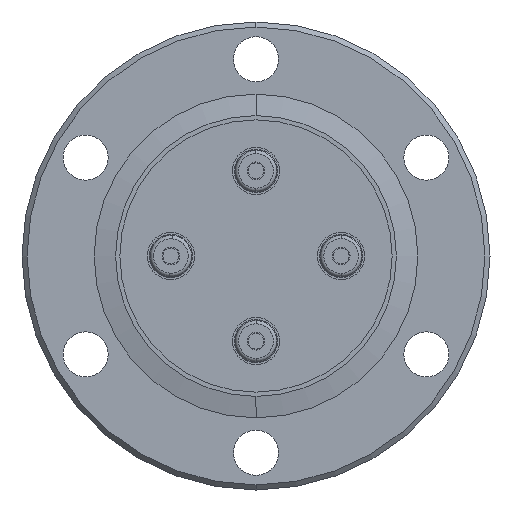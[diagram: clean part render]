
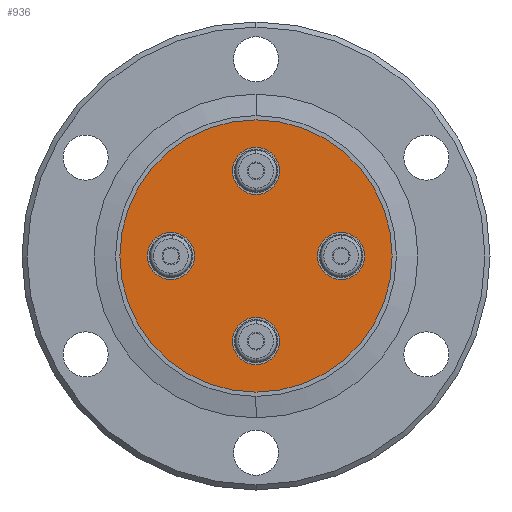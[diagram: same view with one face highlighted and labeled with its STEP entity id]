
A CAD part, front view. The second image highlights one B-rep face of the part: STEP entity #936.
In plain terms, the highlighted planar face has unit normal (0, -1, 0).
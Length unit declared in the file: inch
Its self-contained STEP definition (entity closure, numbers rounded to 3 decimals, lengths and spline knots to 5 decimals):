
#216 = FACE_BOUND ( 'NONE', #5756, .T. ) ;
#217 = FACE_OUTER_BOUND ( 'NONE', #5751, .T. ) ;
#220 = FACE_BOUND ( 'NONE', #5779, .T. ) ;
#245 = EDGE_CURVE ( 'NONE', #2439, #2747, #402, .T. ) ;
#246 = EDGE_CURVE ( 'NONE', #6270, #6281, #399, .T. ) ;
#248 = EDGE_CURVE ( 'NONE', #2735, #6311, #396, .T. ) ;
#396 = CIRCLE ( 'NONE', #7119, 0.1385 ) ;
#399 = CIRCLE ( 'NONE', #7122, 0.1385 ) ;
#402 = CIRCLE ( 'NONE', #7120, 0.1385 ) ;
#606 = AXIS2_PLACEMENT_3D ( 'NONE', #6507, #6508, #6509 ) ;
#626 = AXIS2_PLACEMENT_3D ( 'NONE', #6577, #6578, #6579 ) ;
#632 = AXIS2_PLACEMENT_3D ( 'NONE', #6594, #6595, #6596 ) ;
#634 = AXIS2_PLACEMENT_3D ( 'NONE', #6600, #6601, #6602 ) ;
#639 = AXIS2_PLACEMENT_3D ( 'NONE', #6612, #6613, #6614 ) ;
#657 = AXIS2_PLACEMENT_3D ( 'NONE', #6648, #6649, #6650 ) ;
#663 = AXIS2_PLACEMENT_3D ( 'NONE', #6660, #6661, #6662 ) ;
#668 = VERTEX_POINT ( 'NONE', #7283 ) ;
#674 = VERTEX_POINT ( 'NONE', #7296 ) ;
#936 = ADVANCED_FACE ( 'NONE', ( #220, #3659, #216, #217, #3660 ), #7224, .T. ) ;
#2439 = VERTEX_POINT ( 'NONE', #5595 ) ;
#2735 = VERTEX_POINT ( 'NONE', #3555 ) ;
#2747 = VERTEX_POINT ( 'NONE', #3567 ) ;
#3063 = EDGE_CURVE ( 'NONE', #668, #674, #4630, .T. ) ;
#3090 = EDGE_CURVE ( 'NONE', #6281, #6270, #4666, .T. ) ;
#3096 = EDGE_CURVE ( 'NONE', #6425, #6421, #4669, .T. ) ;
#3098 = EDGE_CURVE ( 'NONE', #6311, #2735, #4675, .T. ) ;
#3102 = EDGE_CURVE ( 'NONE', #674, #668, #4679, .T. ) ;
#3114 = EDGE_CURVE ( 'NONE', #2747, #2439, #4691, .T. ) ;
#3118 = EDGE_CURVE ( 'NONE', #6421, #6425, #4695, .T. ) ;
#3555 = CARTESIAN_POINT ( 'NONE',  ( 0.5, 1.01312, -0.1385 ) ) ;
#3567 = CARTESIAN_POINT ( 'NONE',  ( 0., 1.01312, 0.6385 ) ) ;
#3659 = FACE_BOUND ( 'NONE', #5753, .T. ) ;
#3660 = FACE_BOUND ( 'NONE', #5755, .T. ) ;
#4630 = CIRCLE ( 'NONE', #606, 0.8 ) ;
#4666 = CIRCLE ( 'NONE', #626, 0.1385 ) ;
#4669 = CIRCLE ( 'NONE', #632, 0.1385 ) ;
#4675 = CIRCLE ( 'NONE', #634, 0.1385 ) ;
#4679 = CIRCLE ( 'NONE', #639, 0.8 ) ;
#4691 = CIRCLE ( 'NONE', #657, 0.1385 ) ;
#4695 = CIRCLE ( 'NONE', #663, 0.1385 ) ;
#4814 = AXIS2_PLACEMENT_3D ( 'NONE', #7184, #7226, #7216 ) ;
#5217 = CARTESIAN_POINT ( 'NONE',  ( 0., 1.01312, -0.3615 ) ) ;
#5237 = CARTESIAN_POINT ( 'NONE',  ( 0., 1.01312, -0.6385 ) ) ;
#5283 = CARTESIAN_POINT ( 'NONE',  ( 0.5, 1.01312, 0.1385 ) ) ;
#5356 = CARTESIAN_POINT ( 'NONE',  ( -0.5, 1.01312, 0.1385 ) ) ;
#5360 = CARTESIAN_POINT ( 'NONE',  ( -0.5, 1.01312, -0.1385 ) ) ;
#5595 = CARTESIAN_POINT ( 'NONE',  ( 0., 1.01312, 0.3615 ) ) ;
#5751 = EDGE_LOOP ( 'NONE', ( #5885, #5935 ) ) ;
#5753 = EDGE_LOOP ( 'NONE', ( #5934, #5883 ) ) ;
#5755 = EDGE_LOOP ( 'NONE', ( #5927, #5922 ) ) ;
#5756 = EDGE_LOOP ( 'NONE', ( #5925, #5924 ) ) ;
#5779 = EDGE_LOOP ( 'NONE', ( #5878, #5919 ) ) ;
#5878 = ORIENTED_EDGE ( 'NONE', *, *, #3118, .F. ) ;
#5883 = ORIENTED_EDGE ( 'NONE', *, *, #245, .F. ) ;
#5885 = ORIENTED_EDGE ( 'NONE', *, *, #3102, .T. ) ;
#5919 = ORIENTED_EDGE ( 'NONE', *, *, #3096, .F. ) ;
#5922 = ORIENTED_EDGE ( 'NONE', *, *, #3090, .T. ) ;
#5924 = ORIENTED_EDGE ( 'NONE', *, *, #248, .F. ) ;
#5925 = ORIENTED_EDGE ( 'NONE', *, *, #3098, .F. ) ;
#5927 = ORIENTED_EDGE ( 'NONE', *, *, #246, .T. ) ;
#5934 = ORIENTED_EDGE ( 'NONE', *, *, #3114, .F. ) ;
#5935 = ORIENTED_EDGE ( 'NONE', *, *, #3063, .T. ) ;
#6270 = VERTEX_POINT ( 'NONE', #5217 ) ;
#6281 = VERTEX_POINT ( 'NONE', #5237 ) ;
#6311 = VERTEX_POINT ( 'NONE', #5283 ) ;
#6421 = VERTEX_POINT ( 'NONE', #5356 ) ;
#6425 = VERTEX_POINT ( 'NONE', #5360 ) ;
#6465 = CARTESIAN_POINT ( 'NONE',  ( 0., 1.01312, -0.5 ) ) ;
#6467 = DIRECTION ( 'NONE',  ( 0., 0., 1. ) ) ;
#6468 = DIRECTION ( 'NONE',  ( 0., -1., 0. ) ) ;
#6472 = DIRECTION ( 'NONE',  ( 0., 0., 1. ) ) ;
#6473 = DIRECTION ( 'NONE',  ( 0., 0., 1. ) ) ;
#6474 = CARTESIAN_POINT ( 'NONE',  ( 0.5, 1.01312, 0. ) ) ;
#6476 = DIRECTION ( 'NONE',  ( 0., -1., 0. ) ) ;
#6478 = DIRECTION ( 'NONE',  ( 0., 1., 0. ) ) ;
#6481 = CARTESIAN_POINT ( 'NONE',  ( 0., 1.01312, 0.5 ) ) ;
#6507 = CARTESIAN_POINT ( 'NONE',  ( 0., 1.01312, 0. ) ) ;
#6508 = DIRECTION ( 'NONE',  ( 0., -1., 0. ) ) ;
#6509 = DIRECTION ( 'NONE',  ( 0., 0., 1. ) ) ;
#6577 = CARTESIAN_POINT ( 'NONE',  ( 0., 1.01312, -0.5 ) ) ;
#6578 = DIRECTION ( 'NONE',  ( 0., 1., 0. ) ) ;
#6579 = DIRECTION ( 'NONE',  ( 0., 0., 1. ) ) ;
#6594 = CARTESIAN_POINT ( 'NONE',  ( -0.5, 1.01312, 0. ) ) ;
#6595 = DIRECTION ( 'NONE',  ( 0., -1., 0. ) ) ;
#6596 = DIRECTION ( 'NONE',  ( 0., 0., 1. ) ) ;
#6600 = CARTESIAN_POINT ( 'NONE',  ( 0.5, 1.01312, 0. ) ) ;
#6601 = DIRECTION ( 'NONE',  ( 0., -1., 0. ) ) ;
#6602 = DIRECTION ( 'NONE',  ( 0., 0., 1. ) ) ;
#6612 = CARTESIAN_POINT ( 'NONE',  ( 0., 1.01312, 0. ) ) ;
#6613 = DIRECTION ( 'NONE',  ( 0., -1., 0. ) ) ;
#6614 = DIRECTION ( 'NONE',  ( 0., 0., 1. ) ) ;
#6648 = CARTESIAN_POINT ( 'NONE',  ( 0., 1.01312, 0.5 ) ) ;
#6649 = DIRECTION ( 'NONE',  ( 0., -1., 0. ) ) ;
#6650 = DIRECTION ( 'NONE',  ( 0., 0., 1. ) ) ;
#6660 = CARTESIAN_POINT ( 'NONE',  ( -0.5, 1.01312, 0. ) ) ;
#6661 = DIRECTION ( 'NONE',  ( 0., -1., 0. ) ) ;
#6662 = DIRECTION ( 'NONE',  ( 0., 0., 1. ) ) ;
#7119 = AXIS2_PLACEMENT_3D ( 'NONE', #6474, #6476, #6467 ) ;
#7120 = AXIS2_PLACEMENT_3D ( 'NONE', #6481, #6468, #6473 ) ;
#7122 = AXIS2_PLACEMENT_3D ( 'NONE', #6465, #6478, #6472 ) ;
#7184 = CARTESIAN_POINT ( 'NONE',  ( 0., 1.01312, 0. ) ) ;
#7216 = DIRECTION ( 'NONE',  ( 0., 0., 1. ) ) ;
#7224 = PLANE ( 'NONE',  #4814 ) ;
#7226 = DIRECTION ( 'NONE',  ( 0., -1., 0. ) ) ;
#7283 = CARTESIAN_POINT ( 'NONE',  ( 0., 1.01312, -0.8 ) ) ;
#7296 = CARTESIAN_POINT ( 'NONE',  ( 0., 1.01312, 0.8 ) ) ;
